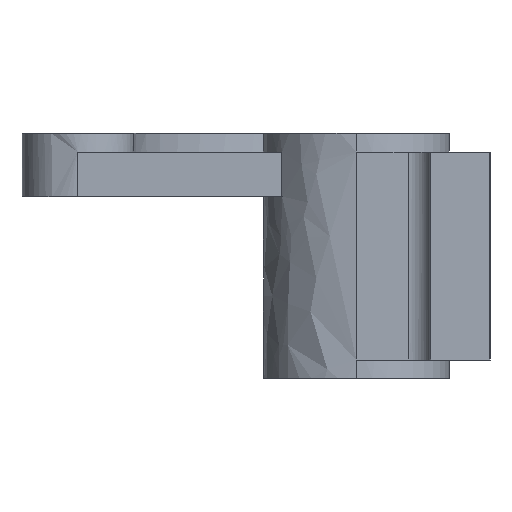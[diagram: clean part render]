
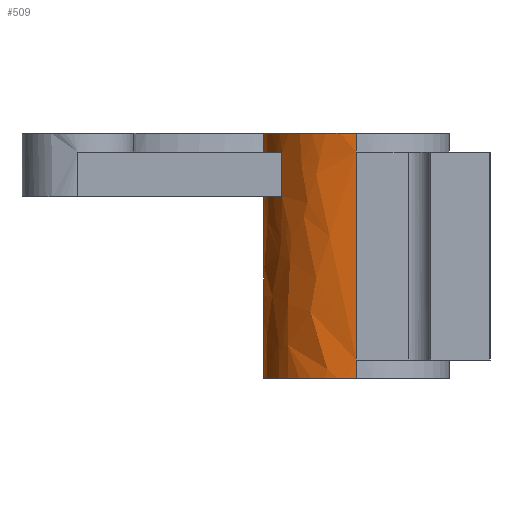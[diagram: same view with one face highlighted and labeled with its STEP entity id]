
A CAD part, left-side view. The second image highlights one B-rep face of the part: STEP entity #509.
In plain terms, the highlighted free-form (B-spline) face has degree [2, 1] with [5, 2] control points.
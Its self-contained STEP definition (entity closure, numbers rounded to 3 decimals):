
#509 = ADVANCED_FACE('',(#510,#574),#606,.T.);
#510 = FACE_BOUND('',#511,.T.);
#511 = EDGE_LOOP('',(#512,#521,#528,#535,#545,#552,#559,#566));
#512 = ORIENTED_EDGE('',*,*,#513,.F.);
#513 = EDGE_CURVE('',#514,#516,#518,.T.);
#514 = VERTEX_POINT('',#515);
#515 = CARTESIAN_POINT('',(-36.919,0.,41.349));
#516 = VERTEX_POINT('',#517);
#517 = CARTESIAN_POINT('',(-36.919,0.,
    48.733));
#518 = B_SPLINE_CURVE_WITH_KNOTS('',1,(#519,#520),.UNSPECIFIED.,.F.,.F.,
  (2,2),(0.,5.),.PIECEWISE_BEZIER_KNOTS.);
#519 = CARTESIAN_POINT('',(-36.919,0.,41.349));
#520 = CARTESIAN_POINT('',(-36.919,0.,48.733));
#521 = ORIENTED_EDGE('',*,*,#522,.F.);
#522 = EDGE_CURVE('',#523,#514,#525,.T.);
#523 = VERTEX_POINT('',#524);
#524 = CARTESIAN_POINT('',(-36.919,0.,-41.349));
#525 = B_SPLINE_CURVE_WITH_KNOTS('',1,(#526,#527),.UNSPECIFIED.,.F.,.F.,
  (2,2),(0.,56.),.PIECEWISE_BEZIER_KNOTS.);
#526 = CARTESIAN_POINT('',(-36.919,0.,-41.349));
#527 = CARTESIAN_POINT('',(-36.919,0.,41.349));
#528 = ORIENTED_EDGE('',*,*,#529,.F.);
#529 = EDGE_CURVE('',#530,#523,#532,.T.);
#530 = VERTEX_POINT('',#531);
#531 = CARTESIAN_POINT('',(-36.919,0.,
    -48.733));
#532 = B_SPLINE_CURVE_WITH_KNOTS('',1,(#533,#534),.UNSPECIFIED.,.F.,.F.,
  (2,2),(0.,5.),.PIECEWISE_BEZIER_KNOTS.);
#533 = CARTESIAN_POINT('',(-36.919,0.,-48.733));
#534 = CARTESIAN_POINT('',(-36.919,0.,-41.349));
#535 = ORIENTED_EDGE('',*,*,#536,.F.);
#536 = EDGE_CURVE('',#537,#530,#539,.T.);
#537 = VERTEX_POINT('',#538);
#538 = CARTESIAN_POINT('',(36.919,0.,-48.733));
#539 = ( BOUNDED_CURVE() B_SPLINE_CURVE(2,(#540,#541,#542,#543,#544),
.UNSPECIFIED.,.F.,.F.) B_SPLINE_CURVE_WITH_KNOTS((3,2,3),(0.,
1.571,3.142),.PIECEWISE_BEZIER_KNOTS.) CURVE() 
GEOMETRIC_REPRESENTATION_ITEM() RATIONAL_B_SPLINE_CURVE((1.,
0.707,1.,0.707,1.)) REPRESENTATION_ITEM('') );
#540 = CARTESIAN_POINT('',(36.919,0.,-48.733));
#541 = CARTESIAN_POINT('',(36.919,36.919,
    -48.733));
#542 = CARTESIAN_POINT('',(0.,36.919,
    -48.733));
#543 = CARTESIAN_POINT('',(-36.919,36.919,
    -48.733));
#544 = CARTESIAN_POINT('',(-36.919,0.,
    -48.733));
#545 = ORIENTED_EDGE('',*,*,#546,.F.);
#546 = EDGE_CURVE('',#547,#537,#549,.T.);
#547 = VERTEX_POINT('',#548);
#548 = CARTESIAN_POINT('',(36.919,0.,-41.349));
#549 = B_SPLINE_CURVE_WITH_KNOTS('',1,(#550,#551),.UNSPECIFIED.,.F.,.F.,
  (2,2),(0.,5.),.PIECEWISE_BEZIER_KNOTS.);
#550 = CARTESIAN_POINT('',(36.919,0.,-41.349));
#551 = CARTESIAN_POINT('',(36.919,0.,-48.733));
#552 = ORIENTED_EDGE('',*,*,#553,.F.);
#553 = EDGE_CURVE('',#554,#547,#556,.T.);
#554 = VERTEX_POINT('',#555);
#555 = CARTESIAN_POINT('',(36.919,0.,41.349));
#556 = B_SPLINE_CURVE_WITH_KNOTS('',1,(#557,#558),.UNSPECIFIED.,.F.,.F.,
  (2,2),(0.,56.),.PIECEWISE_BEZIER_KNOTS.);
#557 = CARTESIAN_POINT('',(36.919,0.,41.349));
#558 = CARTESIAN_POINT('',(36.919,0.,-41.349));
#559 = ORIENTED_EDGE('',*,*,#560,.F.);
#560 = EDGE_CURVE('',#561,#554,#563,.T.);
#561 = VERTEX_POINT('',#562);
#562 = CARTESIAN_POINT('',(36.919,0.,
    48.733));
#563 = B_SPLINE_CURVE_WITH_KNOTS('',1,(#564,#565),.UNSPECIFIED.,.F.,.F.,
  (2,2),(0.,5.),.PIECEWISE_BEZIER_KNOTS.);
#564 = CARTESIAN_POINT('',(36.919,0.,48.733));
#565 = CARTESIAN_POINT('',(36.919,0.,41.349));
#566 = ORIENTED_EDGE('',*,*,#567,.F.);
#567 = EDGE_CURVE('',#516,#561,#568,.T.);
#568 = ( BOUNDED_CURVE() B_SPLINE_CURVE(2,(#569,#570,#571,#572,#573),
.UNSPECIFIED.,.F.,.F.) B_SPLINE_CURVE_WITH_KNOTS((3,2,3),(0.,
1.571,3.142),.PIECEWISE_BEZIER_KNOTS.) CURVE() 
GEOMETRIC_REPRESENTATION_ITEM() RATIONAL_B_SPLINE_CURVE((1.,
0.707,1.,0.707,1.)) REPRESENTATION_ITEM('') );
#569 = CARTESIAN_POINT('',(-36.919,0.,
    48.733));
#570 = CARTESIAN_POINT('',(-36.919,36.919,
    48.733));
#571 = CARTESIAN_POINT('',(0.,36.919,
    48.733));
#572 = CARTESIAN_POINT('',(36.919,36.919,
    48.733));
#573 = CARTESIAN_POINT('',(36.919,0.,
    48.733));
#574 = FACE_BOUND('',#575,.T.);
#575 = EDGE_LOOP('',(#576,#586,#593,#601));
#576 = ORIENTED_EDGE('',*,*,#577,.F.);
#577 = EDGE_CURVE('',#578,#580,#582,.T.);
#578 = VERTEX_POINT('',#579);
#579 = CARTESIAN_POINT('',(-22.151,29.535,
    23.628));
#580 = VERTEX_POINT('',#581);
#581 = CARTESIAN_POINT('',(22.151,29.535,
    23.628));
#582 = ( BOUNDED_CURVE() B_SPLINE_CURVE(2,(#583,#584,#585),
.UNSPECIFIED.,.F.,.F.) B_SPLINE_CURVE_WITH_KNOTS((3,3),(
0.,1.287),.PIECEWISE_BEZIER_KNOTS.) CURVE() 
GEOMETRIC_REPRESENTATION_ITEM() RATIONAL_B_SPLINE_CURVE((1.,0.8,1.)) 
REPRESENTATION_ITEM('') );
#583 = CARTESIAN_POINT('',(-22.151,29.535,
    23.628));
#584 = CARTESIAN_POINT('',(0.,46.148,
    23.628));
#585 = CARTESIAN_POINT('',(22.151,29.535,
    23.628));
#586 = ORIENTED_EDGE('',*,*,#587,.F.);
#587 = EDGE_CURVE('',#588,#578,#590,.T.);
#588 = VERTEX_POINT('',#589);
#589 = CARTESIAN_POINT('',(-22.151,29.535,
    41.349));
#590 = B_SPLINE_CURVE_WITH_KNOTS('',1,(#591,#592),.UNSPECIFIED.,.F.,.F.,
  (2,2),(0.,12.),.PIECEWISE_BEZIER_KNOTS.);
#591 = CARTESIAN_POINT('',(-22.151,29.535,
    41.349));
#592 = CARTESIAN_POINT('',(-22.151,29.535,
    23.628));
#593 = ORIENTED_EDGE('',*,*,#594,.F.);
#594 = EDGE_CURVE('',#595,#588,#597,.T.);
#595 = VERTEX_POINT('',#596);
#596 = CARTESIAN_POINT('',(22.151,29.535,
    41.349));
#597 = ( BOUNDED_CURVE() B_SPLINE_CURVE(2,(#598,#599,#600),
.UNSPECIFIED.,.F.,.F.) B_SPLINE_CURVE_WITH_KNOTS((3,3),(0.927,
2.214),.PIECEWISE_BEZIER_KNOTS.) CURVE() 
GEOMETRIC_REPRESENTATION_ITEM() RATIONAL_B_SPLINE_CURVE((1.,0.8,1.)) 
REPRESENTATION_ITEM('') );
#598 = CARTESIAN_POINT('',(22.151,29.535,
    41.349));
#599 = CARTESIAN_POINT('',(0.,46.148,
    41.349));
#600 = CARTESIAN_POINT('',(-22.151,29.535,
    41.349));
#601 = ORIENTED_EDGE('',*,*,#602,.F.);
#602 = EDGE_CURVE('',#580,#595,#603,.T.);
#603 = B_SPLINE_CURVE_WITH_KNOTS('',1,(#604,#605),.UNSPECIFIED.,.F.,.F.,
  (2,2),(0.,12.),.PIECEWISE_BEZIER_KNOTS.);
#604 = CARTESIAN_POINT('',(22.151,29.535,
    23.628));
#605 = CARTESIAN_POINT('',(22.151,29.535,
    41.349));
#606 = ( BOUNDED_SURFACE() B_SPLINE_SURFACE(2,1,(
    (#607,#608)
    ,(#609,#610)
    ,(#611,#612)
    ,(#613,#614)
,(#615,#616
    )),.UNSPECIFIED.,.F.,.F.,.F.) B_SPLINE_SURFACE_WITH_KNOTS((3,2,3),(2
    ,2),(3.142,4.712,6.283),(0.,66.),
.PIECEWISE_BEZIER_KNOTS.) GEOMETRIC_REPRESENTATION_ITEM() 
RATIONAL_B_SPLINE_SURFACE((
    (1.,1.)
    ,(0.707,0.707)
    ,(1.,1.)
    ,(0.707,0.707)
,(1.,1.))) REPRESENTATION_ITEM('') SURFACE() );
#607 = CARTESIAN_POINT('',(36.919,0.,
    48.733));
#608 = CARTESIAN_POINT('',(36.919,0.,
    -48.733));
#609 = CARTESIAN_POINT('',(36.919,36.919,
    48.733));
#610 = CARTESIAN_POINT('',(36.919,36.919,
    -48.733));
#611 = CARTESIAN_POINT('',(0.,36.919,
    48.733));
#612 = CARTESIAN_POINT('',(0.,36.919,
    -48.733));
#613 = CARTESIAN_POINT('',(-36.919,36.919,
    48.733));
#614 = CARTESIAN_POINT('',(-36.919,36.919,
    -48.733));
#615 = CARTESIAN_POINT('',(-36.919,0.,
    48.733));
#616 = CARTESIAN_POINT('',(-36.919,0.,
    -48.733));
